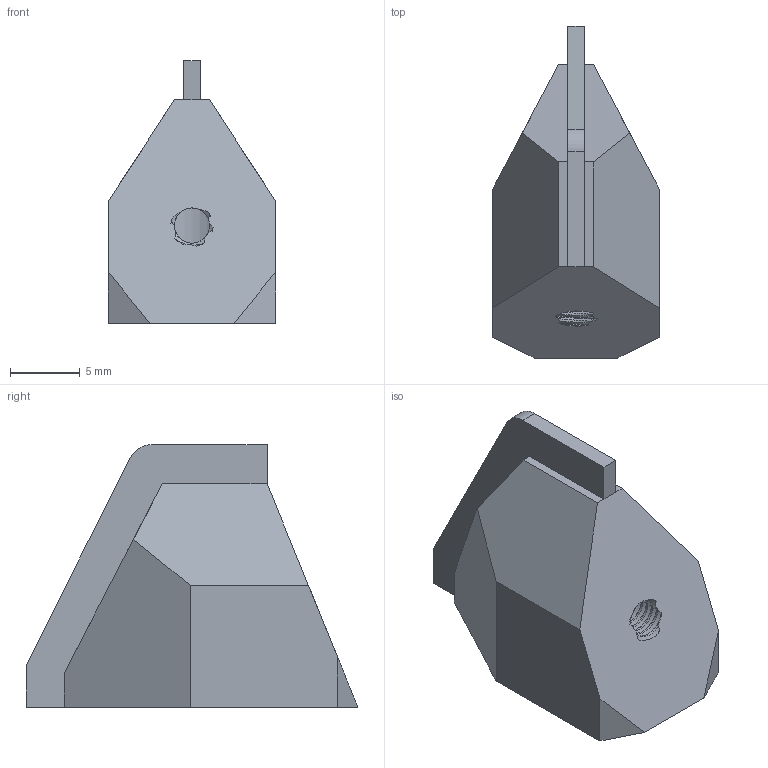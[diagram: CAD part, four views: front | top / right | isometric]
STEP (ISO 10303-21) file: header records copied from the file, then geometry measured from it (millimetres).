
FILE_DESCRIPTION(('FreeCAD Model'),'2;1');
FILE_NAME('Open CASCADE Shape Model','2024-11-22T11:30:55',(''),(''), 'Open CASCADE STEP processor 7.7','FreeCAD','Unknown');
FILE_SCHEMA(('AUTOMOTIVE_DESIGN { 1 0 10303 214 1 1 1 1 }'));
Length unit declared in the file: millimetre
Products named in the file (1): Light Pipe Body
Bounding box: 12 x 23.75 x 18.8 mm (x, y, z)
Volume: 1950.8 mm3; surface area: 1412.2 mm2
Topology: 1 solids, 1 shells, 88 faces, 210 edges, 124 vertices
Faces by surface type: bspline 47, plane 26, cylinder 15
Full cylindrical faces by diameter (mm): 2.52 x10, 6.2 x1
Entity records: 14918 total; most frequent: CARTESIAN_POINT 11196, DIRECTION 483, ORIENTED_EDGE 420, PCURVE 420, DEFINITIONAL_REPRESENTATION 420, LINE 369, VECTOR 369, B_SPLINE_CURVE_WITH_KNOTS 237
